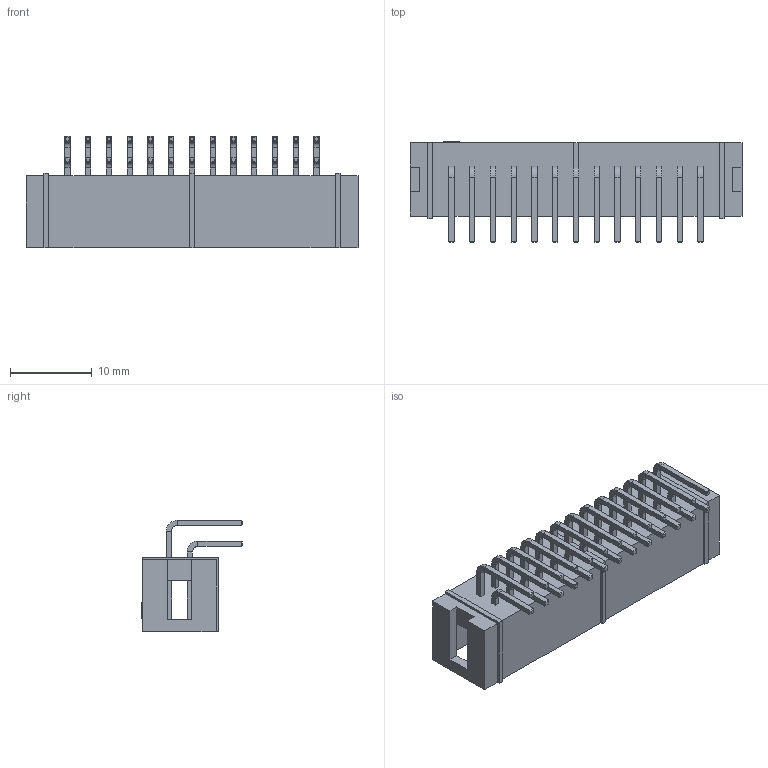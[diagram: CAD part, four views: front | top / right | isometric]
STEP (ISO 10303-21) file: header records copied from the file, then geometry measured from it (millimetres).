
FILE_DESCRIPTION (( 'STEP AP214' ), '1' );
FILE_NAME ('BHR-26.step', '2021-01-16T20:01:03', ( '' ), ( '' ), 'SwSTEP 2.0', 'SolidWorks 2020', '' );
FILE_SCHEMA (( 'AUTOMOTIVE_DESIGN' ));
Length unit declared in the file: millimetre
Products named in the file (1): BHR-26
Bounding box: 40.62 x 12.3 x 13.6 mm (x, y, z)
Volume: 1709.9 mm3; surface area: 3503.5 mm2
Topology: 27 solids, 27 shells, 835 faces, 1830 edges, 1044 vertices
Faces by surface type: plane 783, cylinder 52
Entity records: 29600 total; most frequent: CARTESIAN_POINT 3710, ORIENTED_EDGE 3660, DIRECTION 3606, EDGE_CURVE 1830, VECTOR 1726, LINE 1726, VERTEX_POINT 1044, AXIS2_PLACEMENT_3D 940
